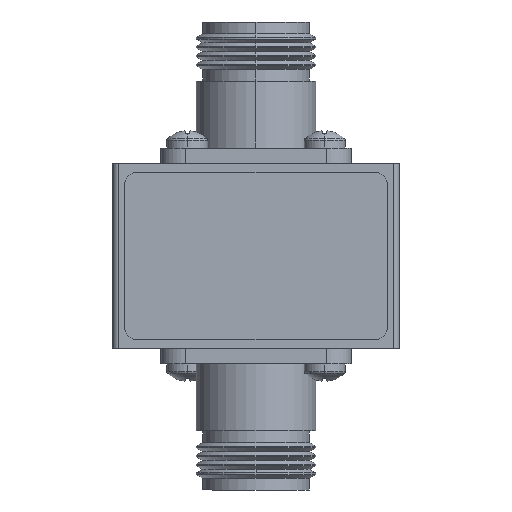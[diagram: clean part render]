
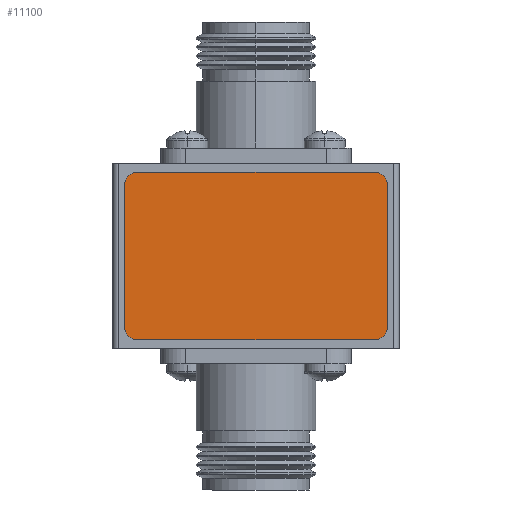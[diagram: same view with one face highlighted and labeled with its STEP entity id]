
A CAD part, front view. The second image highlights one B-rep face of the part: STEP entity #11100.
In plain terms, the highlighted face is planar.
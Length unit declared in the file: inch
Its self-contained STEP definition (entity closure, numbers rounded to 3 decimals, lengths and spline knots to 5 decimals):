
#229 = VERTEX_POINT ( 'NONE', #4991 ) ;
#233 = DIRECTION ( 'NONE',  ( -1., 0., 0. ) ) ;
#434 = AXIS2_PLACEMENT_3D ( 'NONE', #3653, #12928, #3338 ) ;
#574 = DIRECTION ( 'NONE',  ( -1., 0., 0. ) ) ;
#1593 = EDGE_CURVE ( 'NONE', #11171, #11497, #12068, .T. ) ;
#1636 = AXIS2_PLACEMENT_3D ( 'NONE', #5916, #5874, #12116 ) ;
#1659 = EDGE_CURVE ( 'NONE', #4513, #11171, #5910, .T. ) ;
#2284 = LINE ( 'NONE', #9011, #8806 ) ;
#2389 = VERTEX_POINT ( 'NONE', #6691 ) ;
#2538 = CARTESIAN_POINT ( 'NONE',  ( -0.6875, 0.375, 0.005 ) ) ;
#2751 = EDGE_CURVE ( 'NONE', #11209, #10526, #5872, .T. ) ;
#3014 = DIRECTION ( 'NONE',  ( 0., -1., 0. ) ) ;
#3320 = FACE_OUTER_BOUND ( 'NONE', #12183, .T. ) ;
#3338 = DIRECTION ( 'NONE',  ( -1., 0., 0. ) ) ;
#3653 = CARTESIAN_POINT ( 'NONE',  ( -0.625, -0.375, 0.005 ) ) ;
#3871 = CARTESIAN_POINT ( 'NONE',  ( -0.6875, -0.375, 0.005 ) ) ;
#3959 = CARTESIAN_POINT ( 'NONE',  ( -0.625, 0.4375, 0.005 ) ) ;
#3991 = EDGE_CURVE ( 'NONE', #229, #10063, #2284, .T. ) ;
#4189 = CARTESIAN_POINT ( 'NONE',  ( -0.6875, -0.375, 0.005 ) ) ;
#4235 = LINE ( 'NONE', #4903, #6513 ) ;
#4258 = EDGE_CURVE ( 'NONE', #11497, #11209, #10430, .T. ) ;
#4513 = VERTEX_POINT ( 'NONE', #5463 ) ;
#4807 = DIRECTION ( 'NONE',  ( 0., 1., 0. ) ) ;
#4903 = CARTESIAN_POINT ( 'NONE',  ( 0.6875, -0.375, 0.005 ) ) ;
#4983 = EDGE_CURVE ( 'NONE', #10063, #2389, #7343, .T. ) ;
#4991 = CARTESIAN_POINT ( 'NONE',  ( -0.625, -0.4375, 0.005 ) ) ;
#5040 = EDGE_CURVE ( 'NONE', #2389, #4513, #4235, .T. ) ;
#5316 = AXIS2_PLACEMENT_3D ( 'NONE', #8781, #6744, #11990 ) ;
#5463 = CARTESIAN_POINT ( 'NONE',  ( 0.6875, 0.375, 0.005 ) ) ;
#5707 = DIRECTION ( 'NONE',  ( 1., 0., 0. ) ) ;
#5872 = LINE ( 'NONE', #4189, #10244 ) ;
#5874 = DIRECTION ( 'NONE',  ( 0., 0., 1. ) ) ;
#5910 = CIRCLE ( 'NONE', #6058, 0.0625 ) ;
#5916 = CARTESIAN_POINT ( 'NONE',  ( -0.625, 0.375, 0.005 ) ) ;
#6058 = AXIS2_PLACEMENT_3D ( 'NONE', #7783, #10000, #574 ) ;
#6513 = VECTOR ( 'NONE', #4807, 39.37008 ) ;
#6659 = CARTESIAN_POINT ( 'NONE',  ( 0.625, -0.375, 0.005 ) ) ;
#6691 = CARTESIAN_POINT ( 'NONE',  ( 0.6875, -0.375, 0.005 ) ) ;
#6744 = DIRECTION ( 'NONE',  ( 0., 0., -1. ) ) ;
#6802 = CIRCLE ( 'NONE', #434, 0.0625 ) ;
#7343 = CIRCLE ( 'NONE', #11843, 0.0625 ) ;
#7400 = EDGE_CURVE ( 'NONE', #10526, #229, #6802, .T. ) ;
#7691 = ORIENTED_EDGE ( 'NONE', *, *, #4983, .T. ) ;
#7726 = ORIENTED_EDGE ( 'NONE', *, *, #1593, .T. ) ;
#7783 = CARTESIAN_POINT ( 'NONE',  ( 0.625, 0.375, 0.005 ) ) ;
#8050 = CARTESIAN_POINT ( 'NONE',  ( 0.625, -0.4375, 0.005 ) ) ;
#8430 = CARTESIAN_POINT ( 'NONE',  ( -0.625, 0.4375, 0.005 ) ) ;
#8495 = ORIENTED_EDGE ( 'NONE', *, *, #3991, .T. ) ;
#8666 = CARTESIAN_POINT ( 'NONE',  ( 0.625, 0.4375, 0.005 ) ) ;
#8781 = CARTESIAN_POINT ( 'NONE',  ( -0.625, -0.375, 0.005 ) ) ;
#8806 = VECTOR ( 'NONE', #13140, 39.37008 ) ;
#9011 = CARTESIAN_POINT ( 'NONE',  ( -0.625, -0.4375, 0.005 ) ) ;
#9306 = ORIENTED_EDGE ( 'NONE', *, *, #5040, .T. ) ;
#10000 = DIRECTION ( 'NONE',  ( 0., 0., 1. ) ) ;
#10063 = VERTEX_POINT ( 'NONE', #8050 ) ;
#10244 = VECTOR ( 'NONE', #3014, 39.37008 ) ;
#10430 = CIRCLE ( 'NONE', #1636, 0.0625 ) ;
#10526 = VERTEX_POINT ( 'NONE', #3871 ) ;
#10817 = ORIENTED_EDGE ( 'NONE', *, *, #2751, .T. ) ;
#10977 = PLANE ( 'NONE',  #5316 ) ;
#11100 = ADVANCED_FACE ( 'NONE', ( #3320 ), #10977, .F. ) ;
#11171 = VERTEX_POINT ( 'NONE', #8666 ) ;
#11209 = VERTEX_POINT ( 'NONE', #2538 ) ;
#11238 = VECTOR ( 'NONE', #233, 39.37008 ) ;
#11374 = ORIENTED_EDGE ( 'NONE', *, *, #1659, .T. ) ;
#11497 = VERTEX_POINT ( 'NONE', #3959 ) ;
#11599 = ORIENTED_EDGE ( 'NONE', *, *, #7400, .T. ) ;
#11824 = DIRECTION ( 'NONE',  ( 0., 0., 1. ) ) ;
#11843 = AXIS2_PLACEMENT_3D ( 'NONE', #6659, #11824, #5707 ) ;
#11990 = DIRECTION ( 'NONE',  ( -1., 0., 0. ) ) ;
#12068 = LINE ( 'NONE', #8430, #11238 ) ;
#12116 = DIRECTION ( 'NONE',  ( -1., 0., 0. ) ) ;
#12183 = EDGE_LOOP ( 'NONE', ( #11599, #8495, #7691, #9306, #11374, #7726, #13148, #10817 ) ) ;
#12928 = DIRECTION ( 'NONE',  ( 0., 0., 1. ) ) ;
#13140 = DIRECTION ( 'NONE',  ( 1., 0., 0. ) ) ;
#13148 = ORIENTED_EDGE ( 'NONE', *, *, #4258, .T. ) ;
